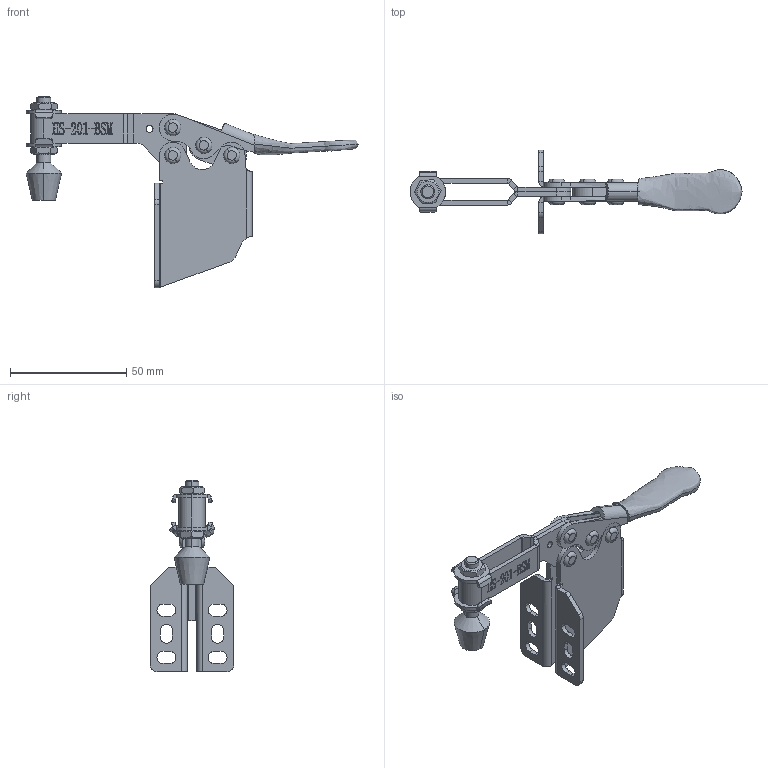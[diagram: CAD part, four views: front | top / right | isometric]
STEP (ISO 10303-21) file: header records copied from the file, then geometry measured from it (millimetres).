
FILE_DESCRIPTION (( 'STEP AP203' ), '1' );
FILE_NAME ('HS-201-BSM .STEP', '2019-10-15T01:23:59', ( '微软用户' ), ( '微软中国' ), 'SwSTEP 2.0', 'SolidWorks 2012', '' );
FILE_SCHEMA (( 'CONFIG_CONTROL_DESIGN' ));
Length unit declared in the file: millimetre
Products named in the file (11): HS-201-BSM ; FW-141; hexagon head bolts-full thread gb_GB_FASTENER_BOLT_STBAB A M6X40-C; hex thin nuts-grades ab-chamfered gb_GB_FASTENER_NUT_STNAB M6-N; 揤輸; 揤參; 种; 忒梟; 忒參; 蟀裝; 菁釱
Assembly tree (15 placements, depth 2):
  HS-201-BSM 
    菁釱
    蟀裝
    忒參
    忒梟
    种  x4
    揤參
    揤輸
    hex thin nuts-grades ab-chamfered gb_GB_FASTENER_NUT_STNAB M6-N  x2
    hexagon head bolts-full thread gb_GB_FASTENER_BOLT_STBAB A M6X40-C
    FW-141  x2
Bounding box: 142.95 x 36 x 82.35 mm (x, y, z)
Volume: 24373 mm3; surface area: 25510.5 mm2
Topology: 15 solids, 15 shells, 788 faces, 2062 edges, 1339 vertices
Faces by surface type: plane 432, cylinder 155, bspline 155, cone 30, torus 16
Entity records: 36042 total; most frequent: CARTESIAN_POINT 17730, ORIENTED_EDGE 3806, DIRECTION 3011, EDGE_CURVE 1903, VECTOR 1255, LINE 1255, VERTEX_POINT 1237, AXIS2_PLACEMENT_3D 878
